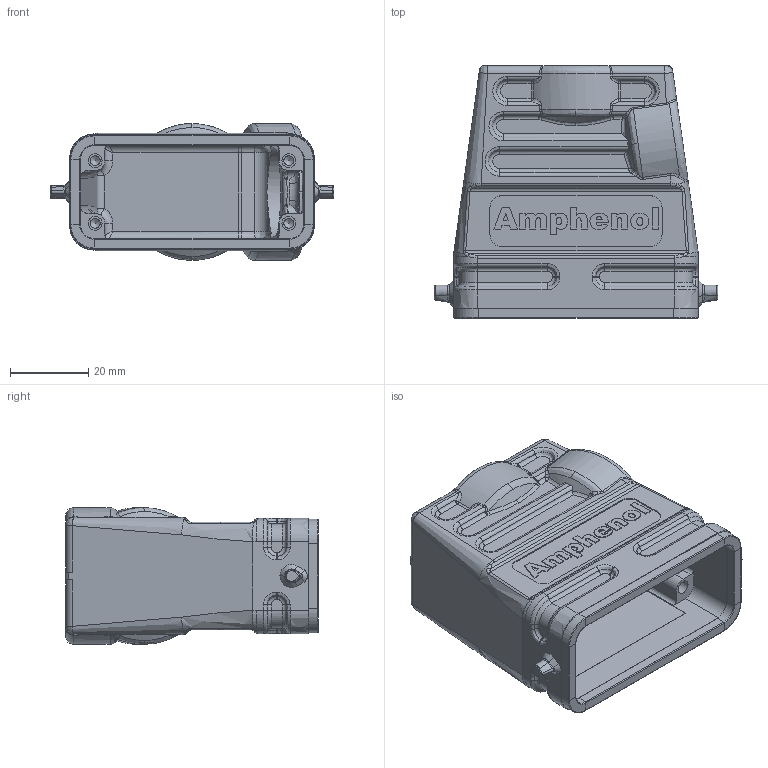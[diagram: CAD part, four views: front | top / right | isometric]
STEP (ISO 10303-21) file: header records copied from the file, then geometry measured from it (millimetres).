
FILE_DESCRIPTION(/* description */ (''),/* implementation_level */ '2;1');
FILE_NAME(/* name */ 'C146 21R015 500 2_C3D.stp',/* time_stamp */ '2018-08-17T08:07:08+02:00',/* author */ (''),/* organization */ (''),/* preprocessor_version */ 'ST-DEVELOPER v16',/* originating_system */ 'SIEMENS PLM Software NX 11.0',/* authorisation */ '');
FILE_SCHEMA (('AUTOMOTIVE_DESIGN { 1 0 10303 214 3 1 1 1 }'));
Length unit declared in the file: millimetre
Products named in the file (1): c146 21r015 500 2nxm001-04
Bounding box: 72.5 x 64.6 x 35 mm (x, y, z)
Volume: 34251 mm3; surface area: 23161.9 mm2
Topology: 1 solids, 1 shells, 723 faces, 1756 edges, 1032 vertices
Faces by surface type: bspline 338, plane 183, cylinder 154, extrusion 23, cone 17, torus 6, sphere 2
Full cylindrical faces by diameter (mm): 2.5 x4, 3.5 x4, 23.38 x1
Entity records: 31508 total; most frequent: CARTESIAN_POINT 13719, ORIENTED_EDGE 3408, DIRECTION 2218, EDGE_CURVE 1704, VERTEX_POINT 1024, AXIS2_PLACEMENT_3D 852, EDGE_LOOP 758, ADVANCED_FACE 721
